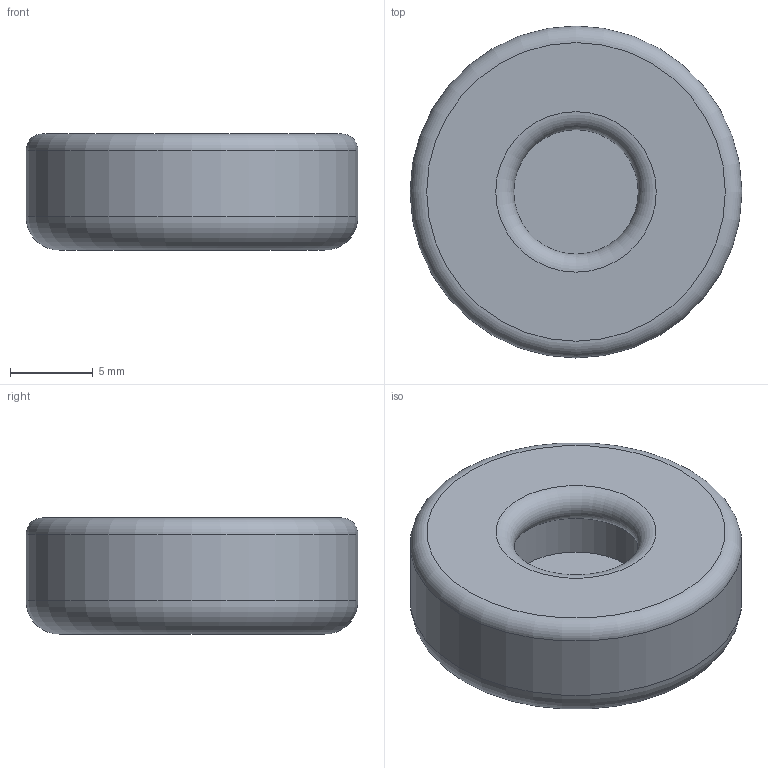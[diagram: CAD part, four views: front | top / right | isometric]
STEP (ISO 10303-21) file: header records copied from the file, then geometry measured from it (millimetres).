
FILE_DESCRIPTION(/* description */ ('Dämpfungsplatte für Teller 30'),/* implementation_level */ '2;1');
FILE_NAME(/* name */ '403538555 Dämpfungsplatte für Teller 30.stp',/* time_stamp */ '2020-01-23T16:29:27+01:00',/* author */ ('wheldmann'),/* organization */ (''),/* preprocessor_version */ 'ST-DEVELOPER v17.2',/* originating_system */ 'Autodesk Inventor 2019',/* authorisation */ '');
FILE_SCHEMA (('AUTOMOTIVE_DESIGN { 1 0 10303 214 3 1 1 }'));
Length unit declared in the file: millimetre
Products named in the file (1): 403538555
Bounding box: 20 x 20 x 7 mm (x, y, z)
Volume: 1863.1 mm3; surface area: 1118.8 mm2
Topology: 1 solids, 1 shells, 10 faces, 24 edges, 18 vertices
Faces by surface type: plane 4, torus 3, cylinder 3
Full cylindrical faces by diameter (mm): 8.5 x1, 10 x1, 20 x1
Entity records: 358 total; most frequent: DIRECTION 67, CARTESIAN_POINT 53, ORIENTED_EDGE 48, AXIS2_PLACEMENT_3D 32, EDGE_CURVE 24, CIRCLE 21, VERTEX_POINT 18, EDGE_LOOP 12
